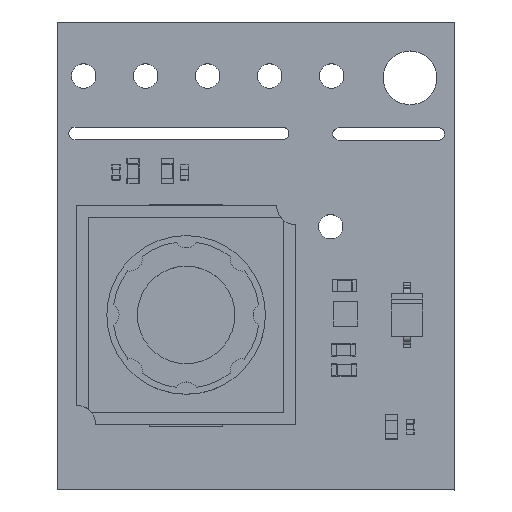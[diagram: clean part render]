
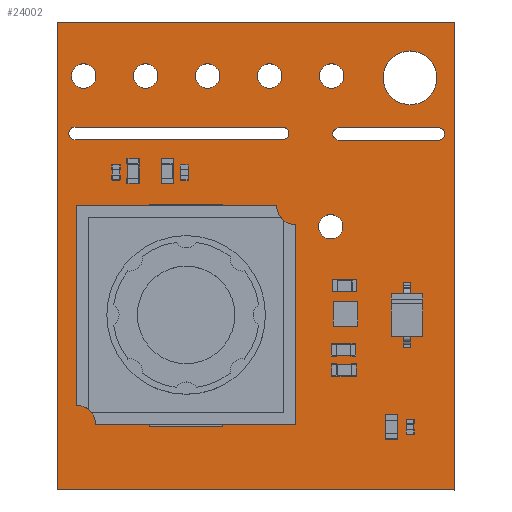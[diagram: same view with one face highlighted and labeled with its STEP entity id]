
A CAD part, top view. The second image highlights one B-rep face of the part: STEP entity #24002.
In plain terms, the highlighted planar face has unit normal (0, 0, 1).
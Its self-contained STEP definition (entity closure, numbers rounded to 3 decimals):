
#947=FACE_BOUND('',#3139,.T.);
#948=FACE_BOUND('',#3140,.T.);
#949=FACE_BOUND('',#3141,.T.);
#950=FACE_BOUND('',#3142,.T.);
#951=FACE_BOUND('',#3143,.T.);
#952=FACE_BOUND('',#3144,.T.);
#953=FACE_BOUND('',#3145,.T.);
#954=FACE_BOUND('',#3146,.T.);
#955=FACE_BOUND('',#3147,.T.);
#976=CIRCLE('',#25544,0.5);
#978=CIRCLE('',#25548,0.254);
#980=CIRCLE('',#25552,0.254);
#982=CIRCLE('',#25555,0.5);
#984=CIRCLE('',#25558,0.5);
#986=CIRCLE('',#25561,0.5);
#988=CIRCLE('',#25565,0.254);
#990=CIRCLE('',#25569,0.254);
#992=CIRCLE('',#25572,0.5);
#994=CIRCLE('',#25575,0.5);
#996=CIRCLE('',#25578,1.1);
#1840=FACE_OUTER_BOUND('',#3138,.T.);
#3138=EDGE_LOOP('',(#16096,#16097,#16098,#16099));
#3139=EDGE_LOOP('',(#16100));
#3140=EDGE_LOOP('',(#16101,#16102,#16103,#16104));
#3141=EDGE_LOOP('',(#16105));
#3142=EDGE_LOOP('',(#16106));
#3143=EDGE_LOOP('',(#16107));
#3144=EDGE_LOOP('',(#16108,#16109,#16110,#16111));
#3145=EDGE_LOOP('',(#16112));
#3146=EDGE_LOOP('',(#16113));
#3147=EDGE_LOOP('',(#16114));
#4437=LINE('',#34392,#7324);
#4440=LINE('',#34398,#7327);
#4443=LINE('',#34404,#7330);
#4446=LINE('',#34409,#7333);
#4450=LINE('',#34422,#7337);
#4454=LINE('',#34434,#7341);
#4461=LINE('',#34464,#7348);
#4465=LINE('',#34476,#7352);
#7324=VECTOR('',#27532,1.);
#7327=VECTOR('',#27537,1.);
#7330=VECTOR('',#27542,1.);
#7333=VECTOR('',#27547,1.);
#7337=VECTOR('',#27559,1.);
#7341=VECTOR('',#27571,1.);
#7348=VECTOR('',#27604,1.);
#7352=VECTOR('',#27616,1.);
#10211=VERTEX_POINT('',#34389);
#10212=VERTEX_POINT('',#34391);
#10214=VERTEX_POINT('',#34397);
#10216=VERTEX_POINT('',#34403);
#10218=VERTEX_POINT('',#34412);
#10221=VERTEX_POINT('',#34419);
#10222=VERTEX_POINT('',#34421);
#10224=VERTEX_POINT('',#34427);
#10226=VERTEX_POINT('',#34433);
#10228=VERTEX_POINT('',#34442);
#10230=VERTEX_POINT('',#34448);
#10232=VERTEX_POINT('',#34454);
#10235=VERTEX_POINT('',#34461);
#10236=VERTEX_POINT('',#34463);
#10238=VERTEX_POINT('',#34469);
#10240=VERTEX_POINT('',#34475);
#10242=VERTEX_POINT('',#34484);
#10244=VERTEX_POINT('',#34490);
#10246=VERTEX_POINT('',#34496);
#12495=EDGE_CURVE('',#10211,#10212,#4437,.T.);
#12498=EDGE_CURVE('',#10212,#10214,#4440,.T.);
#12501=EDGE_CURVE('',#10214,#10216,#4443,.T.);
#12504=EDGE_CURVE('',#10216,#10211,#4446,.T.);
#12506=EDGE_CURVE('',#10218,#10218,#976,.T.);
#12510=EDGE_CURVE('',#10221,#10222,#4450,.T.);
#12513=EDGE_CURVE('',#10222,#10224,#978,.T.);
#12516=EDGE_CURVE('',#10224,#10226,#4454,.T.);
#12519=EDGE_CURVE('',#10226,#10221,#980,.T.);
#12521=EDGE_CURVE('',#10228,#10228,#982,.T.);
#12524=EDGE_CURVE('',#10230,#10230,#984,.T.);
#12527=EDGE_CURVE('',#10232,#10232,#986,.T.);
#12531=EDGE_CURVE('',#10235,#10236,#4461,.T.);
#12534=EDGE_CURVE('',#10236,#10238,#988,.T.);
#12537=EDGE_CURVE('',#10238,#10240,#4465,.T.);
#12540=EDGE_CURVE('',#10240,#10235,#990,.T.);
#12542=EDGE_CURVE('',#10242,#10242,#992,.T.);
#12545=EDGE_CURVE('',#10244,#10244,#994,.T.);
#12548=EDGE_CURVE('',#10246,#10246,#996,.T.);
#16096=ORIENTED_EDGE('',*,*,#12495,.F.);
#16097=ORIENTED_EDGE('',*,*,#12504,.F.);
#16098=ORIENTED_EDGE('',*,*,#12501,.F.);
#16099=ORIENTED_EDGE('',*,*,#12498,.F.);
#16100=ORIENTED_EDGE('',*,*,#12506,.F.);
#16101=ORIENTED_EDGE('',*,*,#12510,.F.);
#16102=ORIENTED_EDGE('',*,*,#12519,.F.);
#16103=ORIENTED_EDGE('',*,*,#12516,.F.);
#16104=ORIENTED_EDGE('',*,*,#12513,.F.);
#16105=ORIENTED_EDGE('',*,*,#12521,.F.);
#16106=ORIENTED_EDGE('',*,*,#12524,.F.);
#16107=ORIENTED_EDGE('',*,*,#12527,.F.);
#16108=ORIENTED_EDGE('',*,*,#12531,.F.);
#16109=ORIENTED_EDGE('',*,*,#12540,.F.);
#16110=ORIENTED_EDGE('',*,*,#12537,.F.);
#16111=ORIENTED_EDGE('',*,*,#12534,.F.);
#16112=ORIENTED_EDGE('',*,*,#12542,.F.);
#16113=ORIENTED_EDGE('',*,*,#12545,.F.);
#16114=ORIENTED_EDGE('',*,*,#12548,.F.);
#23024=PLANE('',#25581);
#24002=ADVANCED_FACE('',(#1840,#947,#948,#949,#950,#951,#952,#953,#954,
#955),#23024,.F.);
#25544=AXIS2_PLACEMENT_3D('',#34413,#27551,#27552);
#25548=AXIS2_PLACEMENT_3D('',#34428,#27564,#27565);
#25552=AXIS2_PLACEMENT_3D('',#34439,#27576,#27577);
#25555=AXIS2_PLACEMENT_3D('',#34443,#27582,#27583);
#25558=AXIS2_PLACEMENT_3D('',#34449,#27589,#27590);
#25561=AXIS2_PLACEMENT_3D('',#34455,#27596,#27597);
#25565=AXIS2_PLACEMENT_3D('',#34470,#27609,#27610);
#25569=AXIS2_PLACEMENT_3D('',#34481,#27621,#27622);
#25572=AXIS2_PLACEMENT_3D('',#34485,#27627,#27628);
#25575=AXIS2_PLACEMENT_3D('',#34491,#27634,#27635);
#25578=AXIS2_PLACEMENT_3D('',#34497,#27641,#27642);
#25581=AXIS2_PLACEMENT_3D('',#34502,#27648,#27649);
#27532=DIRECTION('',(0.001,1.,0.));
#27537=DIRECTION('',(1.,-0.001,0.));
#27542=DIRECTION('',(-0.001,-1.,0.));
#27547=DIRECTION('',(-1.,0.001,0.));
#27551=DIRECTION('center_axis',(0.,0.,1.));
#27552=DIRECTION('ref_axis',(1.,0.,0.));
#27559=DIRECTION('',(1.,0.,0.));
#27564=DIRECTION('center_axis',(0.,0.,1.));
#27565=DIRECTION('ref_axis',(0.,-1.,0.));
#27571=DIRECTION('',(-1.,0.,0.));
#27576=DIRECTION('center_axis',(0.,0.,1.));
#27577=DIRECTION('ref_axis',(0.,1.,0.));
#27582=DIRECTION('center_axis',(0.,0.,1.));
#27583=DIRECTION('ref_axis',(1.,0.,0.));
#27589=DIRECTION('center_axis',(0.,0.,1.));
#27590=DIRECTION('ref_axis',(1.,0.,0.));
#27596=DIRECTION('center_axis',(0.,0.,1.));
#27597=DIRECTION('ref_axis',(1.,0.,0.));
#27604=DIRECTION('',(1.,0.,0.));
#27609=DIRECTION('center_axis',(0.,0.,1.));
#27610=DIRECTION('ref_axis',(0.,-1.,0.));
#27616=DIRECTION('',(-1.,0.,0.));
#27621=DIRECTION('center_axis',(0.,0.,1.));
#27622=DIRECTION('ref_axis',(0.,1.,0.));
#27627=DIRECTION('center_axis',(0.,0.,1.));
#27628=DIRECTION('ref_axis',(1.,0.,0.));
#27634=DIRECTION('center_axis',(0.,0.,1.));
#27635=DIRECTION('ref_axis',(1.,0.,0.));
#27641=DIRECTION('center_axis',(0.,0.,1.));
#27642=DIRECTION('ref_axis',(1.,0.,0.));
#27648=DIRECTION('center_axis',(0.,0.,-1.));
#27649=DIRECTION('ref_axis',(-1.,0.,0.));
#34389=CARTESIAN_POINT('',(-0.013,0.,1.505));
#34391=CARTESIAN_POINT('',(0.,19.163,1.505));
#34392=CARTESIAN_POINT('',(-0.013,0.,1.505));
#34397=CARTESIAN_POINT('',(16.288,19.148,1.505));
#34398=CARTESIAN_POINT('',(0.,19.163,1.505));
#34403=CARTESIAN_POINT('',(16.275,-0.013,1.505));
#34404=CARTESIAN_POINT('',(16.288,19.148,1.505));
#34409=CARTESIAN_POINT('',(16.275,-0.013,1.505));
#34412=CARTESIAN_POINT('',(0.575,16.95,1.505));
#34413=CARTESIAN_POINT('Origin',(1.075,16.95,1.505));
#34419=CARTESIAN_POINT('',(0.721,14.346,1.505));
#34421=CARTESIAN_POINT('',(9.23,14.346,1.505));
#34422=CARTESIAN_POINT('',(0.721,14.346,1.505));
#34427=CARTESIAN_POINT('',(9.23,14.854,1.505));
#34428=CARTESIAN_POINT('Origin',(9.23,14.6,1.505));
#34433=CARTESIAN_POINT('',(0.721,14.854,1.505));
#34434=CARTESIAN_POINT('',(9.23,14.854,1.505));
#34439=CARTESIAN_POINT('Origin',(0.721,14.6,1.505));
#34442=CARTESIAN_POINT('',(3.115,16.95,1.505));
#34443=CARTESIAN_POINT('Origin',(3.615,16.95,1.505));
#34448=CARTESIAN_POINT('',(5.655,16.95,1.505));
#34449=CARTESIAN_POINT('Origin',(6.155,16.95,1.505));
#34454=CARTESIAN_POINT('',(10.7,10.775,1.505));
#34455=CARTESIAN_POINT('Origin',(11.2,10.775,1.505));
#34461=CARTESIAN_POINT('',(11.543,14.321,1.505));
#34463=CARTESIAN_POINT('',(15.607,14.321,1.505));
#34464=CARTESIAN_POINT('',(11.543,14.321,1.505));
#34469=CARTESIAN_POINT('',(15.607,14.829,1.505));
#34470=CARTESIAN_POINT('Origin',(15.607,14.575,1.505));
#34475=CARTESIAN_POINT('',(11.543,14.829,1.505));
#34476=CARTESIAN_POINT('',(15.607,14.829,1.505));
#34481=CARTESIAN_POINT('Origin',(11.543,14.575,1.505));
#34484=CARTESIAN_POINT('',(8.195,16.95,1.505));
#34485=CARTESIAN_POINT('Origin',(8.695,16.95,1.505));
#34490=CARTESIAN_POINT('',(10.735,16.95,1.505));
#34491=CARTESIAN_POINT('Origin',(11.235,16.95,1.505));
#34496=CARTESIAN_POINT('',(13.35,16.875,1.505));
#34497=CARTESIAN_POINT('Origin',(14.45,16.875,1.505));
#34502=CARTESIAN_POINT('Origin',(8.137,9.575,1.505));
